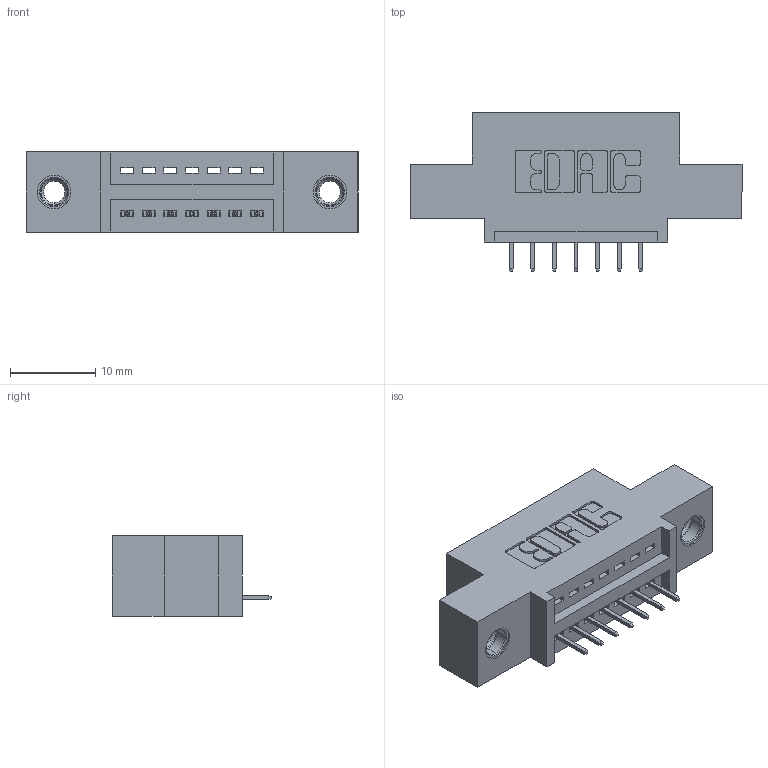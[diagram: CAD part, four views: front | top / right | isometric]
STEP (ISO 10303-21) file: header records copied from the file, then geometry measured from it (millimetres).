
FILE_DESCRIPTION (( 'STEP AP203' ), '1' );
FILE_NAME ('395-007-525-407.STEP', '2020-09-23T04:44:55', ( '' ), ( '' ), 'SwSTEP 2.0', 'SolidWorks 2020', '' );
FILE_SCHEMA (( 'CONFIG_CONTROL_DESIGN' ));
Length unit declared in the file: inch
Products named in the file (4): 345-250-001_345-250-005-103; 345-292-001_345-293-125; 345 Part_0.110 Offset - 0.156 Dia-TI; 395-007-525-407
Assembly tree (10 placements, depth 2):
  395-007-525-407
    345 Part_0.110 Offset - 0.156 Dia-TI
    345-292-001_345-293-125  x7
    345-250-001_345-250-005-103  x2
Bounding box: 38.99 x 18.72 x 9.4 mm (x, y, z)
Volume: 3301 mm3; surface area: 3930.2 mm2
Topology: 10 solids, 10 shells, 624 faces, 1749 edges, 1130 vertices
Faces by surface type: plane 438, cylinder 170, cone 12, torus 4
Entity records: 11372 total; most frequent: CARTESIAN_POINT 1952, ORIENTED_EDGE 1886, DIRECTION 1783, EDGE_CURVE 943, LINE 767, VECTOR 767, VERTEX_POINT 620, AXIS2_PLACEMENT_3D 508
